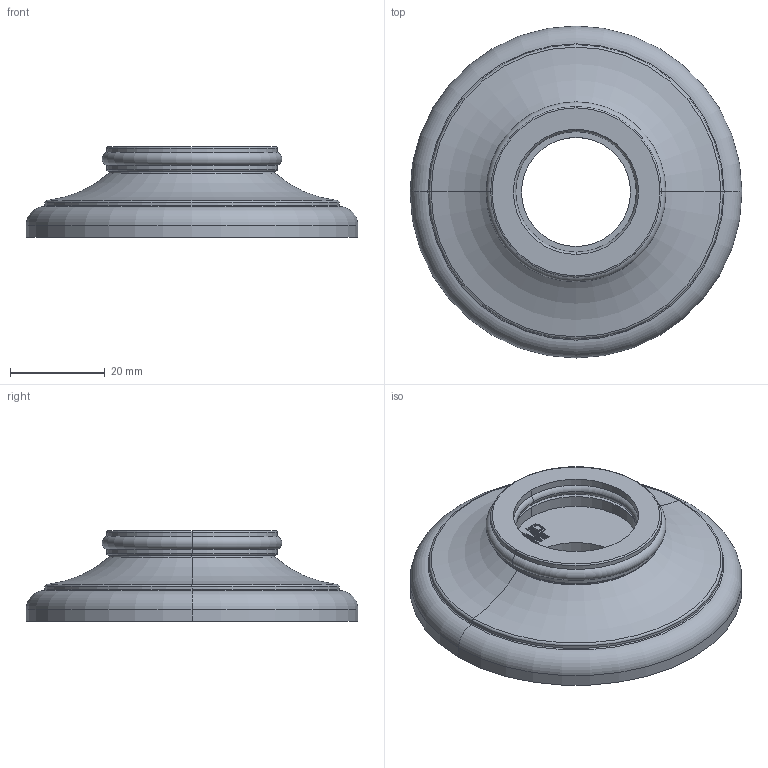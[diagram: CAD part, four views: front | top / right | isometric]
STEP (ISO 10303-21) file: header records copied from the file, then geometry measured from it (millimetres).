
FILE_DESCRIPTION((''),'2;1');
FILE_NAME('4539B_ASM','2015-09-01T',('rsmith'),(''),'PRO/ENGINEER BY PARAMETRIC TECHNOLOGY CORPORATION, 2013150','PRO/ENGINEER BY PARAMETRIC TECHNOLOGY CORPORATION, 2013150','');
FILE_SCHEMA(('CONFIG_CONTROL_DESIGN'));
Length unit declared in the file: inch
Products named in the file (4): 0239MP; 4500S; 91073; 4539B_ASM
Assembly tree (3 placements, depth 2):
  4539B_ASM
    0239MP
    4500S
    91073
Bounding box: 70 x 70 x 19.15 mm (x, y, z)
Volume: 22490.3 mm3; surface area: 19155.9 mm2
Topology: 3 solids, 3 shells, 726 faces, 1833 edges, 1136 vertices
Faces by surface type: plane 413, cylinder 262, torus 35, bspline 10, cone 6
Entity records: 24585 total; most frequent: CARTESIAN_POINT 8322, ORIENTED_EDGE 3666, DIRECTION 2776, EDGE_CURVE 1833, VERTEX_POINT 1136, VECTOR 1114, LINE 1114, AXIS2_PLACEMENT_3D 831
